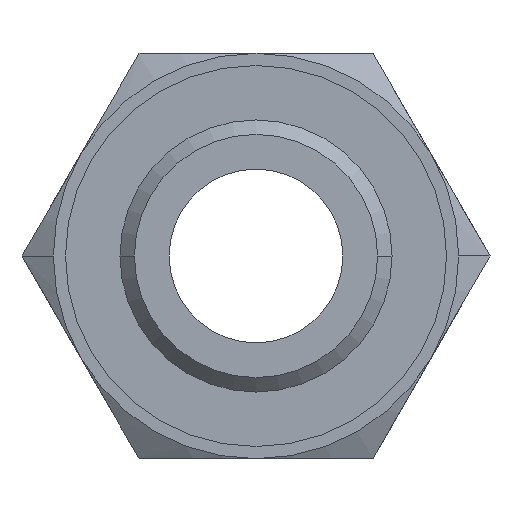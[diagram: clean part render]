
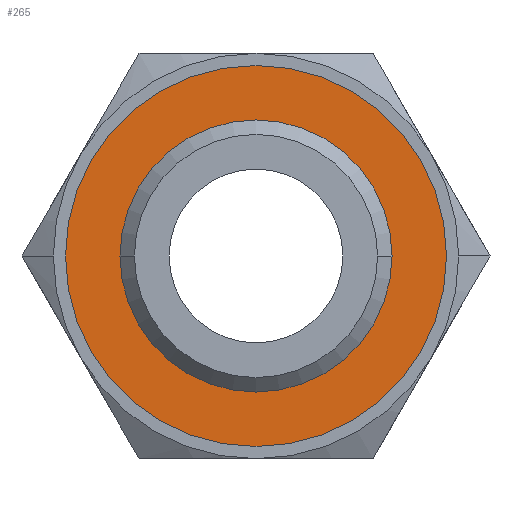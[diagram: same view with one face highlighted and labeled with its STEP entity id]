
A CAD part, front view. The second image highlights one B-rep face of the part: STEP entity #265.
In plain terms, the highlighted planar face has unit normal (0, -1, 0).
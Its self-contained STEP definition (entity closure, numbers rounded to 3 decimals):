
#265=ADVANCED_FACE('',(#537,#538),#539,.T.);
#537=FACE_OUTER_BOUND('',#810,.T.);
#538=FACE_BOUND('',#811,.T.);
#539=PLANE('',#812);
#810=EDGE_LOOP('',(#1466,#1467));
#811=EDGE_LOOP('',(#1468,#1469));
#812=AXIS2_PLACEMENT_3D('',#1470,#1471,#1472);
#1466=ORIENTED_EDGE('',*,*,#1766,.T.);
#1467=ORIENTED_EDGE('',*,*,#1681,.T.);
#1468=ORIENTED_EDGE('',*,*,#1772,.F.);
#1469=ORIENTED_EDGE('',*,*,#1627,.F.);
#1470=CARTESIAN_POINT('',(0.0,10.5,0.0));
#1471=DIRECTION('',(0.0,-1.0,0.0));
#1472=DIRECTION('',(-1.0,0.0,0.0));
#1627=EDGE_CURVE('',#1947,#1949,#1950,.T.);
#1681=EDGE_CURVE('',#2026,#2024,#2027,.T.);
#1766=EDGE_CURVE('',#2024,#2026,#2126,.T.);
#1772=EDGE_CURVE('',#1949,#1947,#2132,.T.);
#1947=VERTEX_POINT('',#2442);
#1949=VERTEX_POINT('',#2445);
#1950=CIRCLE('',#2446,4.7);
#2024=VERTEX_POINT('',#2591);
#2026=VERTEX_POINT('',#2594);
#2027=CIRCLE('',#2595,6.582);
#2126=CIRCLE('',#2781,6.582);
#2132=CIRCLE('',#2787,4.7);
#2442=CARTESIAN_POINT('',(4.7,10.5,0.));
#2445=CARTESIAN_POINT('',(-4.7,10.5,0.));
#2446=AXIS2_PLACEMENT_3D('',#2975,#2976,#2977);
#2591=CARTESIAN_POINT('',(6.582,10.5,0.0));
#2594=CARTESIAN_POINT('',(-6.582,10.5,0.));
#2595=AXIS2_PLACEMENT_3D('',#3049,#3050,#3051);
#2781=AXIS2_PLACEMENT_3D('',#3160,#3161,#3162);
#2787=AXIS2_PLACEMENT_3D('',#3169,#3170,#3171);
#2975=CARTESIAN_POINT('',(0.0,10.5,0.0));
#2976=DIRECTION('',(0.0,-1.0,0.0));
#2977=DIRECTION('',(1.0,0.0,0.0));
#3049=CARTESIAN_POINT('',(0.0,10.5,0.0));
#3050=DIRECTION('',(0.0,-1.0,0.0));
#3051=DIRECTION('',(1.0,0.0,0.0));
#3160=CARTESIAN_POINT('',(0.0,10.5,0.0));
#3161=DIRECTION('',(0.0,-1.0,0.0));
#3162=DIRECTION('',(1.0,0.0,0.0));
#3169=CARTESIAN_POINT('',(0.0,10.5,0.0));
#3170=DIRECTION('',(0.0,-1.0,0.0));
#3171=DIRECTION('',(1.0,0.0,0.0));
